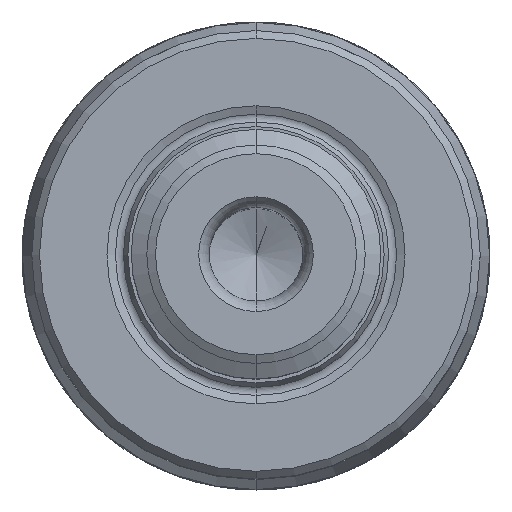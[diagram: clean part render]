
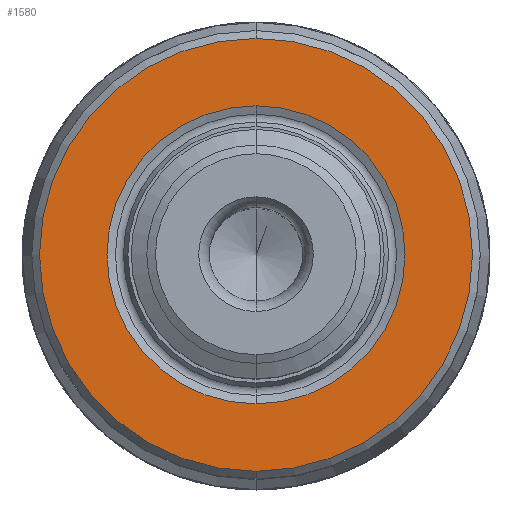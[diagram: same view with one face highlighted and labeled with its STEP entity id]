
A CAD part, top view. The second image highlights one B-rep face of the part: STEP entity #1580.
In plain terms, the highlighted face is planar.
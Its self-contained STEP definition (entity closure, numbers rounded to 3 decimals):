
#281=CARTESIAN_POINT('',(0.,0.,0.));
#282=DIRECTION('',(0.,0.,1.));
#283=DIRECTION('',(0.,1.,0.));
#284=AXIS2_PLACEMENT_3D('',#281,#282,#283);
#289=CARTESIAN_POINT('',(0.,0.,0.));
#290=DIRECTION('',(0.,0.,-1.));
#291=DIRECTION('',(0.,1.,0.));
#292=AXIS2_PLACEMENT_3D('',#289,#290,#291);
#297=CARTESIAN_POINT('',(0.,0.,0.));
#298=DIRECTION('',(0.,0.,-1.));
#299=DIRECTION('',(0.,1.,0.));
#300=AXIS2_PLACEMENT_3D('',#297,#298,#299);
#305=CARTESIAN_POINT('',(0.,0.,0.));
#306=DIRECTION('',(0.,0.,1.));
#307=DIRECTION('',(0.,1.,0.));
#308=AXIS2_PLACEMENT_3D('',#305,#306,#307);
#1193=CARTESIAN_POINT('',(0.,9.554,0.));
#1194=VERTEX_POINT('',#1193);
#1223=CARTESIAN_POINT('',(0.,-9.554,0.));
#1224=VERTEX_POINT('',#1223);
#1225=CARTESIAN_POINT('',(0.,13.875,0.));
#1227=VERTEX_POINT('',#1225);
#1229=CARTESIAN_POINT('',(0.,-13.875,0.));
#1231=VERTEX_POINT('',#1229);
#1565=CARTESIAN_POINT('',(0.,0.,0.));
#1566=DIRECTION('',(0.,0.,-1.));
#1567=DIRECTION('',(0.,-1.,0.));
#1568=AXIS2_PLACEMENT_3D('',#1565,#1566,#1567);
#1569=PLANE('',#1568);
#1570=ORIENTED_EDGE('',*,*,#1547,.T.);
#1571=ORIENTED_EDGE('',*,*,#1558,.F.);
#1572=EDGE_LOOP('',(#1570,#1571));
#1573=FACE_OUTER_BOUND('',#1572,.F.);
#1575=ORIENTED_EDGE('',*,*,#1574,.T.);
#1577=ORIENTED_EDGE('',*,*,#1576,.F.);
#1578=EDGE_LOOP('',(#1575,#1577));
#1579=FACE_BOUND('',#1578,.F.);
#285=CIRCLE('',#284,13.875);
#293=CIRCLE('',#292,13.875);
#301=CIRCLE('',#300,9.554);
#309=CIRCLE('',#308,9.554);
#1547=EDGE_CURVE('',#1227,#1231,#285,.T.);
#1558=EDGE_CURVE('',#1227,#1231,#293,.T.);
#1574=EDGE_CURVE('',#1194,#1224,#301,.T.);
#1576=EDGE_CURVE('',#1194,#1224,#309,.T.);
#1580=ADVANCED_FACE('',(#1573,#1579),#1569,.T.);
